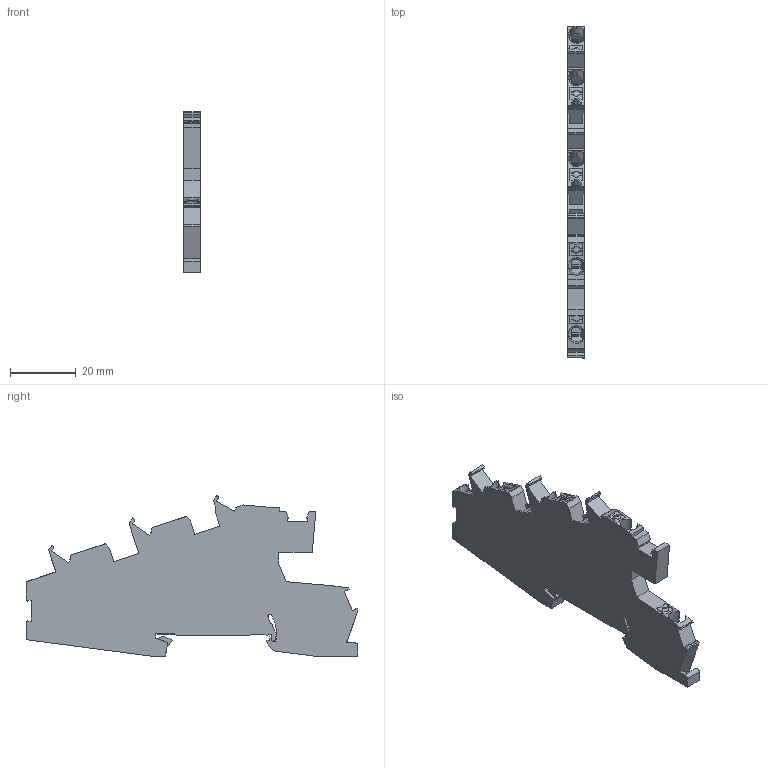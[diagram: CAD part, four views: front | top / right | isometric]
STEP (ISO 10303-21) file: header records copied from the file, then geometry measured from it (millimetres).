
FILE_DESCRIPTION(('STEP AP214'),'1');
FILE_NAME('cctmp_DCA13791-060B-47D8-9F33-9F2B9C12D7CC_2023_07_24_09_11_11_0561..stp','2023-07-24T07:11:11',('SIEMENS A&D'),('CADClick - www.CADClick.com'),'Spatial InterOp 3D postprocessed',' ','unknown authorization');
FILE_SCHEMA(('AUTOMOTIVE_DESIGN'));
Length unit declared in the file: millimetre
Products named in the file (1): 2023_07_24_09_11_11_0551
Bounding box: 5.15 x 100.9 x 48.69 mm (x, y, z)
Volume: 14101.4 mm3; surface area: 10078.4 mm2
Topology: 1 solids, 1 shells, 391 faces, 1131 edges, 748 vertices
Faces by surface type: plane 300, cylinder 66, torus 10, extrusion 10, cone 5
Entity records: 16146 total; most frequent: CARTESIAN_POINT 4629, ORIENTED_EDGE 2262, DIRECTION 1984, EDGE_CURVE 1131, VECTOR 924, LINE 914, VERTEX_POINT 748, AXIS2_PLACEMENT_3D 530
